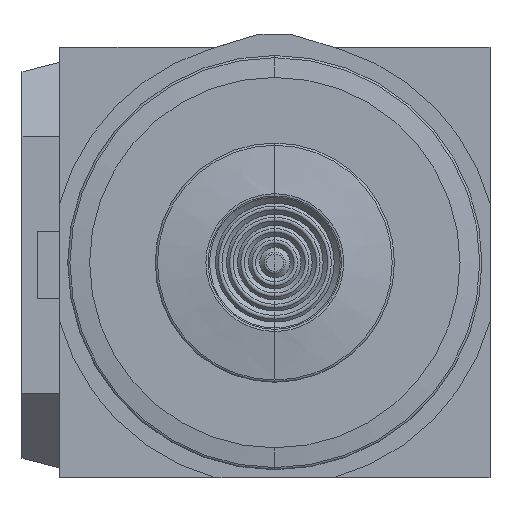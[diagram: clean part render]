
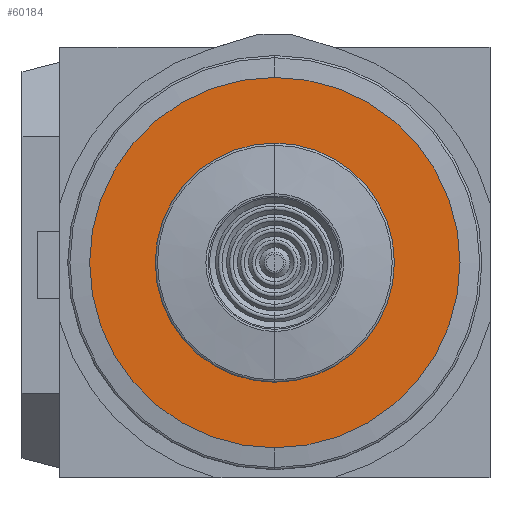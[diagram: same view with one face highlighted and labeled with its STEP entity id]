
A CAD part, front view. The second image highlights one B-rep face of the part: STEP entity #60184.
In plain terms, the highlighted face is planar.
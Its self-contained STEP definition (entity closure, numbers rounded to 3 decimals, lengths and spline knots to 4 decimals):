
#58893=CARTESIAN_POINT('',(0.,0.0323,0.));
#58894=DIRECTION('',(0.,1.,0.));
#58895=DIRECTION('',(0.,0.,1.));
#58896=AXIS2_PLACEMENT_3D('',#58893,#58894,#58895);
#58902=CARTESIAN_POINT('',(0.,0.0323,0.));
#58903=DIRECTION('',(0.,-1.,0.));
#58904=DIRECTION('',(0.,0.,1.));
#58905=AXIS2_PLACEMENT_3D('',#58902,#58903,#58904);
#58907=CARTESIAN_POINT('',(0.,0.0323,0.));
#58908=DIRECTION('',(0.,-1.,0.));
#58909=DIRECTION('',(0.,0.,1.));
#58910=AXIS2_PLACEMENT_3D('',#58907,#58908,#58909);
#58912=CARTESIAN_POINT('',(0.,0.0323,0.));
#58913=DIRECTION('',(0.,1.,0.));
#58914=DIRECTION('',(0.,0.,1.));
#58915=AXIS2_PLACEMENT_3D('',#58912,#58913,#58914);
#59411=CARTESIAN_POINT('',(0.,0.0323,0.7265));
#59413=VERTEX_POINT('',#59411);
#59431=CARTESIAN_POINT('',(0.,0.0323,-0.7265));
#59433=VERTEX_POINT('',#59431);
#59441=CARTESIAN_POINT('',(0.,0.0323,0.469));
#59442=CARTESIAN_POINT('',(0.,0.0323,-0.469));
#59443=VERTEX_POINT('',#59441);
#59444=VERTEX_POINT('',#59442);
#60169=CARTESIAN_POINT('',(0.,0.0323,0.));
#60170=DIRECTION('',(0.,-1.,0.));
#60171=DIRECTION('',(0.,0.,1.));
#60172=AXIS2_PLACEMENT_3D('',#60169,#60170,#60171);
#60173=PLANE('',#60172);
#60174=ORIENTED_EDGE('',*,*,#60148,.F.);
#60175=ORIENTED_EDGE('',*,*,#60164,.T.);
#60176=EDGE_LOOP('',(#60174,#60175));
#60177=FACE_OUTER_BOUND('',#60176,.F.);
#60179=ORIENTED_EDGE('',*,*,#60178,.F.);
#60181=ORIENTED_EDGE('',*,*,#60180,.T.);
#60182=EDGE_LOOP('',(#60179,#60181));
#60183=FACE_BOUND('',#60182,.F.);
#58897=CIRCLE('',#58896,0.7265);
#58906=CIRCLE('',#58905,0.7265);
#58911=CIRCLE('',#58910,0.469);
#58916=CIRCLE('',#58915,0.469);
#60148=EDGE_CURVE('',#59413,#59433,#58897,.T.);
#60164=EDGE_CURVE('',#59413,#59433,#58906,.T.);
#60178=EDGE_CURVE('',#59443,#59444,#58911,.T.);
#60180=EDGE_CURVE('',#59443,#59444,#58916,.T.);
#60184=ADVANCED_FACE('',(#60177,#60183),#60173,.F.);
